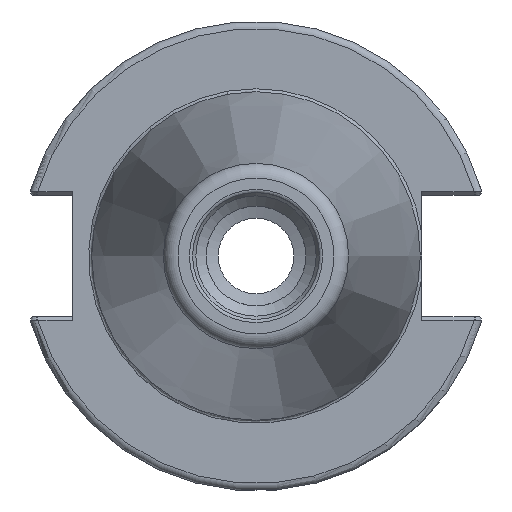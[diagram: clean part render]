
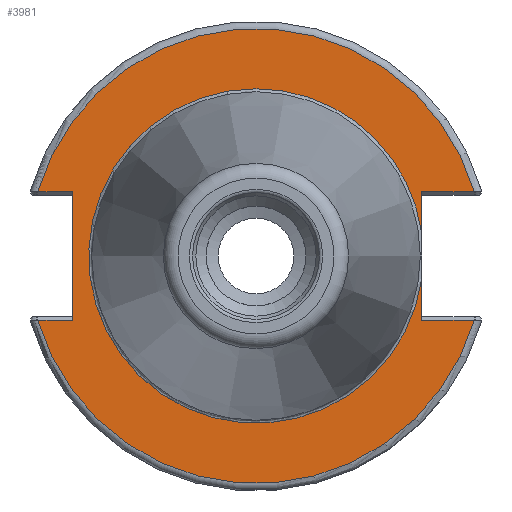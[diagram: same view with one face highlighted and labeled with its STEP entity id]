
A CAD part, left-side view. The second image highlights one B-rep face of the part: STEP entity #3981.
In plain terms, the highlighted planar face has unit normal (-1, 0, 0).
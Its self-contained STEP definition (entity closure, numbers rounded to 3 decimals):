
#158=PLANE('',#4256);
#253=FACE_OUTER_BOUND('',#471,.T.);
#471=EDGE_LOOP('',(#2736,#2737,#2738,#2739,#2740,#2741,#2742,#2743,#2744,
#2745,#2746));
#815=CIRCLE('',#4255,30.775);
#816=CIRCLE('',#4257,22.625);
#817=CIRCLE('',#4258,22.625);
#818=CIRCLE('',#4259,30.775);
#1120=LINE('',#6238,#1331);
#1122=LINE('',#6306,#1333);
#1123=LINE('',#6312,#1334);
#1124=LINE('',#6314,#1335);
#1125=LINE('',#6318,#1336);
#1126=LINE('',#6320,#1337);
#1127=LINE('',#6321,#1338);
#1331=VECTOR('',#4842,10.);
#1333=VECTOR('',#4860,10.);
#1334=VECTOR('',#4865,10.);
#1335=VECTOR('',#4866,10.);
#1336=VECTOR('',#4869,10.);
#1337=VECTOR('',#4870,10.);
#1338=VECTOR('',#4871,10.);
#1568=VERTEX_POINT('',#6231);
#1571=VERTEX_POINT('',#6236);
#1577=VERTEX_POINT('',#6284);
#1579=VERTEX_POINT('',#6305);
#1580=VERTEX_POINT('',#6307);
#1581=VERTEX_POINT('',#6309);
#1582=VERTEX_POINT('',#6311);
#1583=VERTEX_POINT('',#6313);
#1584=VERTEX_POINT('',#6315);
#1585=VERTEX_POINT('',#6317);
#1586=VERTEX_POINT('',#6319);
#2040=EDGE_CURVE('',#1571,#1568,#1120,.T.);
#2050=EDGE_CURVE('',#1568,#1577,#815,.T.);
#2053=EDGE_CURVE('',#1571,#1579,#1122,.T.);
#2054=EDGE_CURVE('',#1579,#1580,#816,.T.);
#2055=EDGE_CURVE('',#1580,#1581,#817,.T.);
#2056=EDGE_CURVE('',#1581,#1582,#1123,.T.);
#2057=EDGE_CURVE('',#1583,#1582,#1124,.T.);
#2058=EDGE_CURVE('',#1584,#1583,#818,.T.);
#2059=EDGE_CURVE('',#1585,#1584,#1125,.T.);
#2060=EDGE_CURVE('',#1585,#1586,#1126,.T.);
#2061=EDGE_CURVE('',#1577,#1586,#1127,.T.);
#2736=ORIENTED_EDGE('',*,*,#2040,.F.);
#2737=ORIENTED_EDGE('',*,*,#2053,.T.);
#2738=ORIENTED_EDGE('',*,*,#2054,.T.);
#2739=ORIENTED_EDGE('',*,*,#2055,.T.);
#2740=ORIENTED_EDGE('',*,*,#2056,.T.);
#2741=ORIENTED_EDGE('',*,*,#2057,.F.);
#2742=ORIENTED_EDGE('',*,*,#2058,.F.);
#2743=ORIENTED_EDGE('',*,*,#2059,.F.);
#2744=ORIENTED_EDGE('',*,*,#2060,.T.);
#2745=ORIENTED_EDGE('',*,*,#2061,.F.);
#2746=ORIENTED_EDGE('',*,*,#2050,.F.);
#3981=ADVANCED_FACE('',(#253),#158,.T.);
#4255=AXIS2_PLACEMENT_3D('',#6285,#4856,#4857);
#4256=AXIS2_PLACEMENT_3D('',#6304,#4858,#4859);
#4257=AXIS2_PLACEMENT_3D('',#6308,#4861,#4862);
#4258=AXIS2_PLACEMENT_3D('',#6310,#4863,#4864);
#4259=AXIS2_PLACEMENT_3D('',#6316,#4867,#4868);
#4842=DIRECTION('',(0.,-1.,0.));
#4856=DIRECTION('center_axis',(1.,0.,0.));
#4857=DIRECTION('ref_axis',(0.,0.,-1.));
#4858=DIRECTION('center_axis',(-1.,0.,0.));
#4859=DIRECTION('ref_axis',(0.,0.,1.));
#4860=DIRECTION('',(0.,0.,1.));
#4861=DIRECTION('center_axis',(1.,0.,0.));
#4862=DIRECTION('ref_axis',(0.,0.,-1.));
#4863=DIRECTION('center_axis',(1.,0.,0.));
#4864=DIRECTION('ref_axis',(0.,0.,-1.));
#4865=DIRECTION('',(0.,0.,1.));
#4866=DIRECTION('',(0.,1.,0.));
#4867=DIRECTION('center_axis',(1.,0.,0.));
#4868=DIRECTION('ref_axis',(0.,0.,-1.));
#4869=DIRECTION('',(0.,1.,0.));
#4870=DIRECTION('',(0.,0.,-1.));
#4871=DIRECTION('',(0.,-1.,0.));
#6231=CARTESIAN_POINT('',(1.,-29.523,-8.69));
#6236=CARTESIAN_POINT('',(1.,-22.41,-8.69));
#6238=CARTESIAN_POINT('',(1.,4.182,-8.69));
#6284=CARTESIAN_POINT('',(1.,29.523,-8.69));
#6285=CARTESIAN_POINT('Origin',(1.,0.,
0.));
#6304=CARTESIAN_POINT('Origin',(1.,30.775,0.));
#6305=CARTESIAN_POINT('',(1.,-22.41,-3.112));
#6306=CARTESIAN_POINT('',(1.,-22.41,4.095));
#6307=CARTESIAN_POINT('',(1.,0.,22.625));
#6308=CARTESIAN_POINT('Origin',(1.,0.,
0.));
#6309=CARTESIAN_POINT('',(1.,-22.41,3.112));
#6310=CARTESIAN_POINT('Origin',(1.,0.,
0.));
#6311=CARTESIAN_POINT('',(1.,-22.41,8.69));
#6312=CARTESIAN_POINT('',(1.,-22.41,4.095));
#6313=CARTESIAN_POINT('',(1.,-29.523,8.69));
#6314=CARTESIAN_POINT('',(1.,-3.532,8.69));
#6315=CARTESIAN_POINT('',(1.,29.523,8.69));
#6316=CARTESIAN_POINT('Origin',(1.,0.,
0.));
#6317=CARTESIAN_POINT('',(1.,24.8,8.69));
#6318=CARTESIAN_POINT('',(1.,27.787,8.69));
#6319=CARTESIAN_POINT('',(1.,24.8,-8.69));
#6320=CARTESIAN_POINT('',(1.,24.8,-4.095));
#6321=CARTESIAN_POINT('',(1.,36.504,-8.69));
